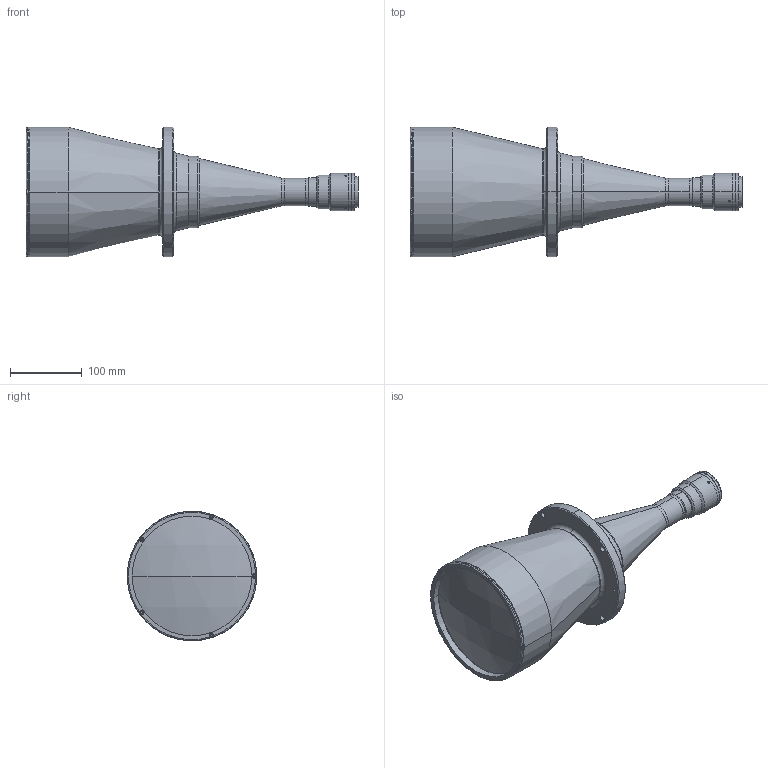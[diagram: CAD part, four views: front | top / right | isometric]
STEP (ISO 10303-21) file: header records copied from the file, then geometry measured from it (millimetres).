
FILE_DESCRIPTION (( 'STEP AP214' ), '1' );
FILE_NAME ('TC2M120HR-M42.STEP', '2014-06-03T13:22:19', ( 'piermario' ), ( '' ), 'SwSTEP 2.0', 'SolidWorks 2013', '' );
FILE_SCHEMA (( 'AUTOMOTIVE_DESIGN' ));
Length unit declared in the file: millimetre
Products named in the file (1): TC2M120HR-M42
Bounding box: 461.37 x 180 x 180 mm (x, y, z)
Surface area: 235448.6 mm2 (no closed solid volume)
Topology: 0 solids, 20 shells, 183 faces, 510 edges, 349 vertices
Faces by surface type: cylinder 74, plane 64, torus 23, cone 20, sphere 2
Entity records: 8350 total; most frequent: CARTESIAN_POINT 1403, DIRECTION 1123, ORIENTED_EDGE 884, EDGE_CURVE 510, AXIS2_PLACEMENT_3D 451, VERTEX_POINT 349, CIRCLE 267, EDGE_LOOP 237
